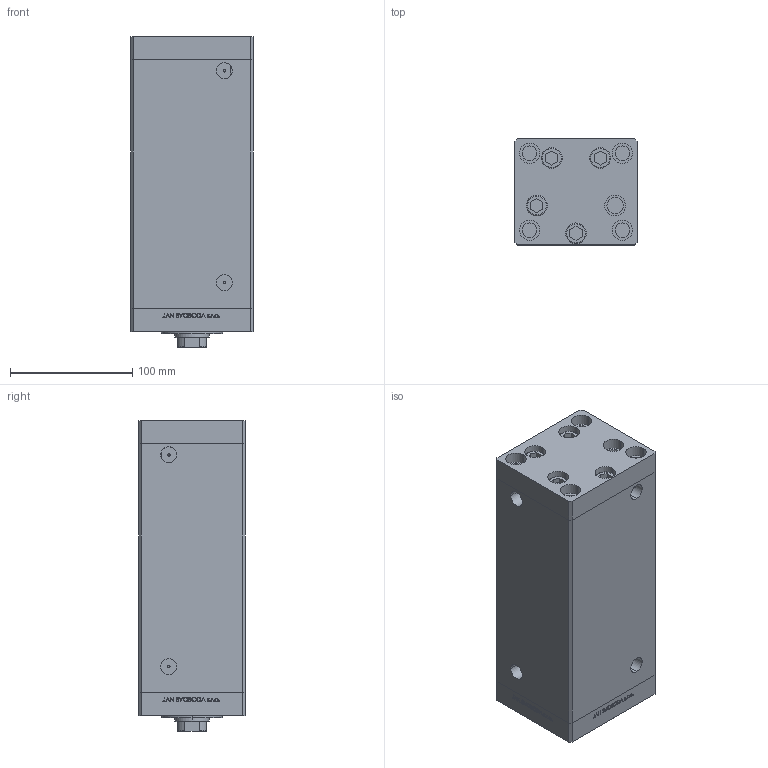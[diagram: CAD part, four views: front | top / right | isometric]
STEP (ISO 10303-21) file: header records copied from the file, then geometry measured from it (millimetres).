
FILE_DESCRIPTION (( 'STEP AP203' ), '1' );
FILE_NAME ('7c9e.STEP', '2024-01-09T13:50:32', ( '' ), ( '' ), 'SwSTEP 2.0', 'SolidWorks 2019', '' );
FILE_SCHEMA (( 'CONFIG_CONTROL_DESIGN' ));
Length unit declared in the file: millimetre
Products named in the file (6): 7c9e; V220C_C MIDDLE 5173b0bf17c2bcd9efe0307fe700724b; V220C FRONT 5173b0bf17c2bcd9efe0307fe700724b; V220C_VC_C 5173b0bf17c2bcd9efe0307fe700724b; V220C BACK_C 5173b0bf17c2bcd9efe0307fe700724b; ALLEN BOLT 5173b0bf17c2bcd9efe0307fe700724b
Assembly tree (13 placements, depth 2):
  7c9e
    ALLEN BOLT 5173b0bf17c2bcd9efe0307fe700724b  x9
    V220C_C MIDDLE 5173b0bf17c2bcd9efe0307fe700724b
    V220C FRONT 5173b0bf17c2bcd9efe0307fe700724b
    V220C_VC_C 5173b0bf17c2bcd9efe0307fe700724b
    V220C BACK_C 5173b0bf17c2bcd9efe0307fe700724b
Bounding box: 100 x 87 x 254.5 mm (x, y, z)
Volume: 1712585.8 mm3; surface area: 269892.9 mm2
Topology: 13 solids, 13 shells, 1186 faces, 2966 edges, 1946 vertices
Faces by surface type: plane 548, bspline 380, cylinder 176, cone 42, torus 40
Entity records: 50108 total; most frequent: CARTESIAN_POINT 26875, ORIENTED_EDGE 5192, DIRECTION 3423, EDGE_CURVE 2596, VERTEX_POINT 1722, VECTOR 1489, LINE 1489, EDGE_LOOP 1190
